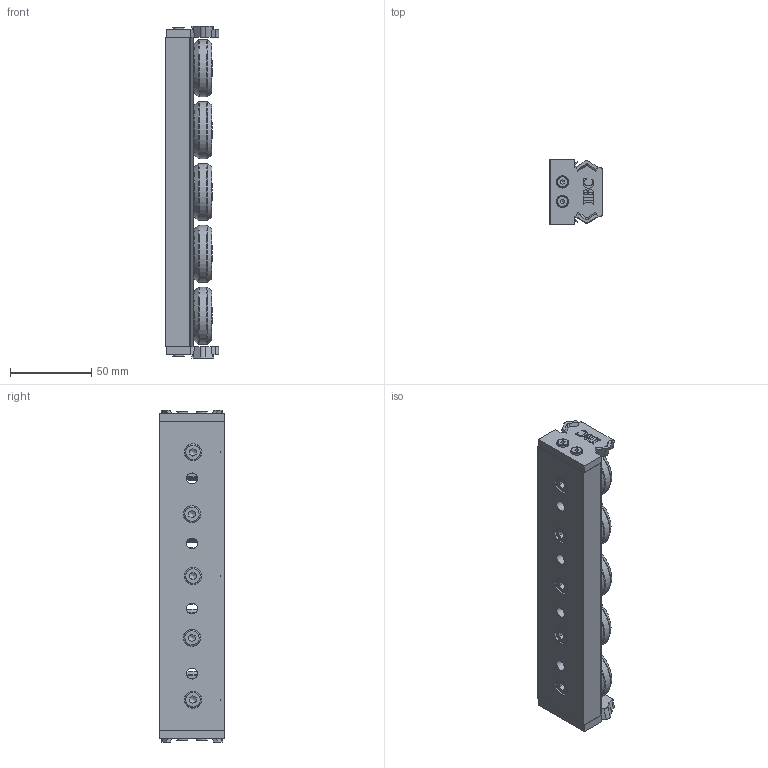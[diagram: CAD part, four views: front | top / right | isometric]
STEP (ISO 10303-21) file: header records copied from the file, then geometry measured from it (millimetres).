
FILE_DESCRIPTION((''),'2;1');
FILE_NAME('CL 43-32.2RS.AXS.stp','2011-03-07T16:36:52',('MKoza'),(''),'Autodesk Inventor 2009','Autodesk Inventor 2009','');
FILE_SCHEMA(('AUTOMOTIVE_DESIGN { 1 0 10303 214 1 1 1 1 }'));
Length unit declared in the file: millimetre
Products named in the file (7): CL 43-.2RS.AXS; LL.CL 43; ABS X43; DIN 7984 M4 x 6; CBRS(E) 35-43.2RS; DIN 7984 M6 x 10; Abstreiferlippe
Assembly tree (19 placements, depth 2):
  CL 43-.2RS.AXS
    LL.CL 43
    ABS X43  x2
    DIN 7984 M4 x 6  x4
    CBRS(E) 35-43.2RS  x5
    DIN 7984 M6 x 10  x5
    Abstreiferlippe  x2
Bounding box: 32.7 x 40 x 204 mm (x, y, z)
Volume: 173420.9 mm3; surface area: 62628.5 mm2
Topology: 19 solids, 19 shells, 542 faces, 1306 edges, 850 vertices
Faces by surface type: plane 272, bspline 155, cylinder 53, cone 33, torus 29
Full cylindrical faces by diameter (mm): 4 x4, 6 x5, 7 x4, 10 x10, 12 x5, 35 x5
Entity records: 7520 total; most frequent: CARTESIAN_POINT 2546, ORIENTED_EDGE 964, DIRECTION 822, EDGE_CURVE 482, VERTEX_POINT 352, EDGE_LOOP 332, VECTOR 282, LINE 282
